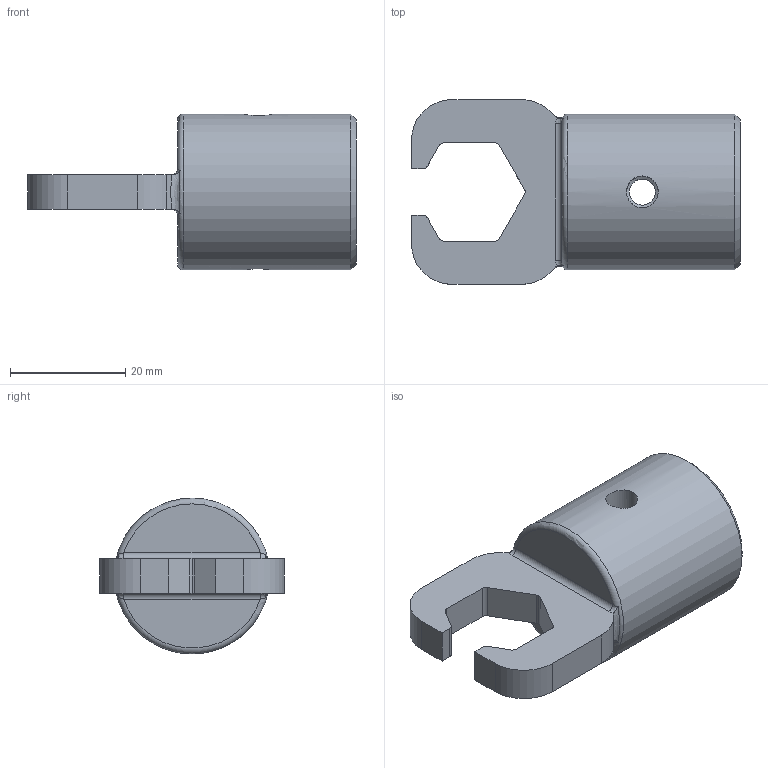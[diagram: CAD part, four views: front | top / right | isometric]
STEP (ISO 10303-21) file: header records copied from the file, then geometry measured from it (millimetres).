
FILE_DESCRIPTION(/* description */ ('Alibre Inc.'),/* implementation_level */ '2;1');
FILE_NAME(/* name */ 'export-464BDAD1-7B59-4E6A-BADC-A9A41B7CA27B',/* time_stamp */ '2023-12-02T11:26:47+01:00',/* author */ (''),/* organization */ (''),/* preprocessor_version */ 'ST-DEVELOPER v17',/* originating_system */ 'Alibre',/* authorisation */ '');
FILE_SCHEMA (('AUTOMOTIVE_DESIGN'));
Length unit declared in the file: millimetre
Products named in the file (1): 1
Bounding box: 57 x 32 x 27 mm (x, y, z)
Volume: 15261.5 mm3; surface area: 6699.4 mm2
Topology: 1 solids, 1 shells, 49 faces, 138 edges, 89 vertices
Faces by surface type: cylinder 19, plane 19, bspline 6, cone 4, torus 1
Full cylindrical faces by diameter (mm): 4.5 x1, 5.5 x2, 16 x1, 27 x1
Entity records: 2740 total; most frequent: CARTESIAN_POINT 1472, ORIENTED_EDGE 274, DIRECTION 212, EDGE_CURVE 137, VERTEX_POINT 89, AXIS2_PLACEMENT_3D 82, VECTOR 68, LINE 68
